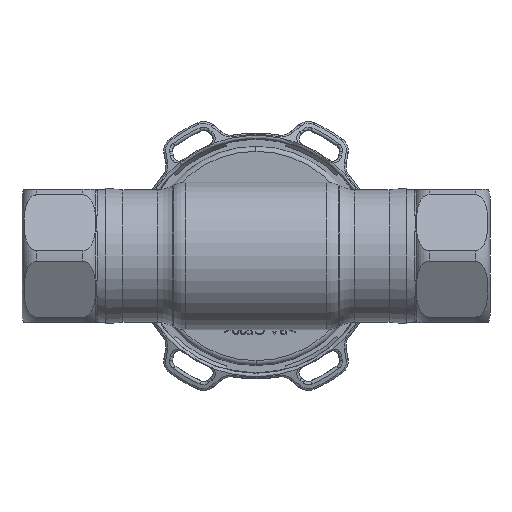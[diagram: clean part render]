
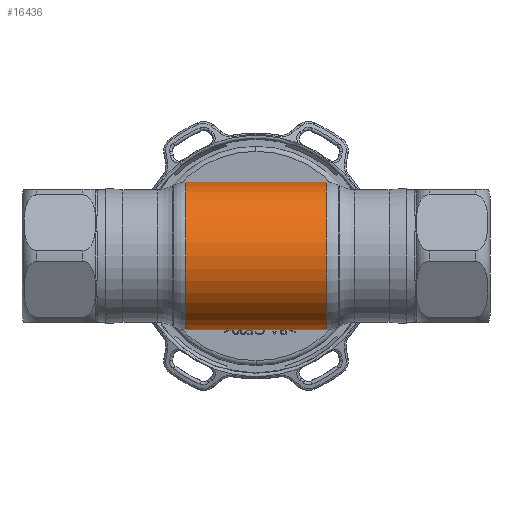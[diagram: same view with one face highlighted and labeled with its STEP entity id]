
A CAD part, front view. The second image highlights one B-rep face of the part: STEP entity #16436.
In plain terms, the highlighted cylindrical face has radius 15 mm (diameter 30 mm), a partial arc.
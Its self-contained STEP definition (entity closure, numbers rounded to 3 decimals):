
#2239 = DIRECTION ( 'NONE',  ( 0., 0., 1. ) ) ;
#3642 = DIRECTION ( 'NONE',  ( -1., 0., 0. ) ) ;
#5993 = DIRECTION ( 'NONE',  ( 0., 0., 1. ) ) ;
#6118 = DIRECTION ( 'NONE',  ( -1., 0., 0. ) ) ;
#6701 = LINE ( 'NONE', #23564, #8511 ) ;
#7534 = AXIS2_PLACEMENT_3D ( 'NONE', #26999, #15823, #2239 ) ;
#8273 = DIRECTION ( 'NONE',  ( -1., 0., 0. ) ) ;
#8511 = VECTOR ( 'NONE', #6118, 1000. ) ;
#8647 = CARTESIAN_POINT ( 'NONE',  ( -62.69, 0., 0. ) ) ;
#10132 = EDGE_CURVE ( 'NONE', #27427, #11551, #6701, .T. ) ;
#11551 = VERTEX_POINT ( 'NONE', #30575 ) ;
#13253 = EDGE_CURVE ( 'NONE', #13712, #27427, #24266, .T. ) ;
#13712 = VERTEX_POINT ( 'NONE', #17138 ) ;
#15019 = ORIENTED_EDGE ( 'NONE', *, *, #28026, .F. ) ;
#15823 = DIRECTION ( 'NONE',  ( -1., 0., 0. ) ) ;
#16436 = ADVANCED_FACE ( 'NONE', ( #20467 ), #29751, .T. ) ;
#16655 = CIRCLE ( 'NONE', #7534, 15. ) ;
#16795 = CARTESIAN_POINT ( 'NONE',  ( -14.285, 0., -15. ) ) ;
#17021 = LINE ( 'NONE', #22995, #36454 ) ;
#17138 = CARTESIAN_POINT ( 'NONE',  ( 14.285, 0., -15. ) ) ;
#19137 = ORIENTED_EDGE ( 'NONE', *, *, #10132, .T. ) ;
#19719 = VERTEX_POINT ( 'NONE', #16795 ) ;
#20467 = FACE_OUTER_BOUND ( 'NONE', #37371, .T. ) ;
#20511 = AXIS2_PLACEMENT_3D ( 'NONE', #20539, #23066, #5993 ) ;
#20539 = CARTESIAN_POINT ( 'NONE',  ( 14.285, 0., 0. ) ) ;
#20851 = DIRECTION ( 'NONE',  ( 0., 0., 1. ) ) ;
#22684 = ORIENTED_EDGE ( 'NONE', *, *, #13253, .T. ) ;
#22995 = CARTESIAN_POINT ( 'NONE',  ( -62.69, 0., -15. ) ) ;
#23066 = DIRECTION ( 'NONE',  ( -1., 0., 0. ) ) ;
#23564 = CARTESIAN_POINT ( 'NONE',  ( -62.69, 0., 15. ) ) ;
#24266 = CIRCLE ( 'NONE', #20511, 15. ) ;
#26999 = CARTESIAN_POINT ( 'NONE',  ( -14.285, 0., 0. ) ) ;
#27336 = EDGE_CURVE ( 'NONE', #13712, #19719, #17021, .T. ) ;
#27427 = VERTEX_POINT ( 'NONE', #27571 ) ;
#27571 = CARTESIAN_POINT ( 'NONE',  ( 14.285, 0., 15. ) ) ;
#28026 = EDGE_CURVE ( 'NONE', #19719, #11551, #16655, .T. ) ;
#29751 = CYLINDRICAL_SURFACE ( 'NONE', #35115, 15. ) ;
#30575 = CARTESIAN_POINT ( 'NONE',  ( -14.285, 0., 15. ) ) ;
#30703 = ORIENTED_EDGE ( 'NONE', *, *, #27336, .F. ) ;
#35115 = AXIS2_PLACEMENT_3D ( 'NONE', #8647, #3642, #20851 ) ;
#36454 = VECTOR ( 'NONE', #8273, 1000. ) ;
#37371 = EDGE_LOOP ( 'NONE', ( #30703, #22684, #19137, #15019 ) ) ;
